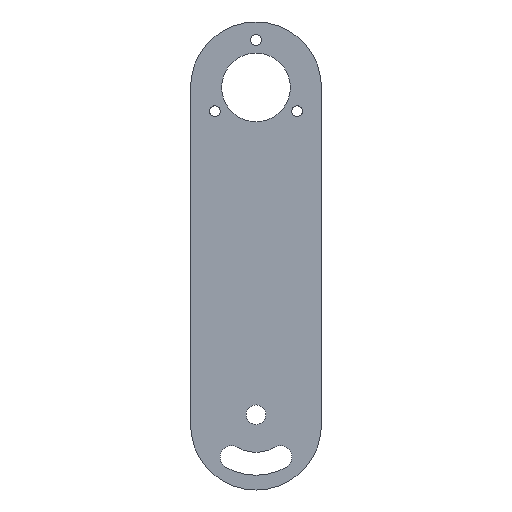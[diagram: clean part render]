
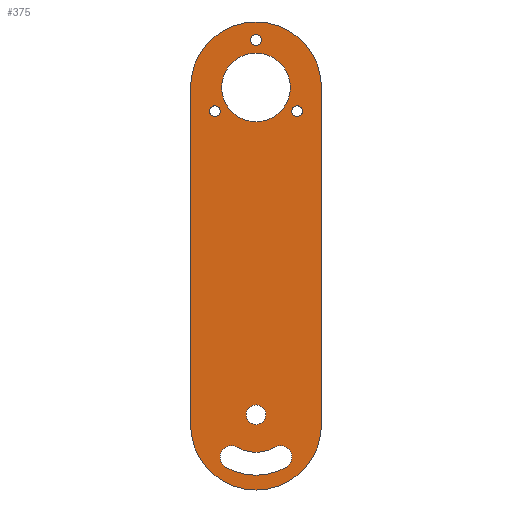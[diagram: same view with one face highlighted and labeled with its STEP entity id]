
A CAD part, left-side view. The second image highlights one B-rep face of the part: STEP entity #375.
In plain terms, the highlighted planar face has unit normal (-1, 0, 0).
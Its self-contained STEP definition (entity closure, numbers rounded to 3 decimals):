
#21=FACE_BOUND('',#76,.T.);
#22=FACE_BOUND('',#77,.T.);
#23=FACE_BOUND('',#78,.T.);
#24=FACE_BOUND('',#79,.T.);
#25=FACE_BOUND('',#80,.T.);
#26=FACE_BOUND('',#81,.T.);
#31=PLANE('',#436);
#50=FACE_OUTER_BOUND('',#75,.T.);
#75=EDGE_LOOP('',(#330,#331,#332,#333));
#76=EDGE_LOOP('',(#334));
#77=EDGE_LOOP('',(#335));
#78=EDGE_LOOP('',(#336));
#79=EDGE_LOOP('',(#337));
#80=EDGE_LOOP('',(#338,#339,#340,#341));
#81=EDGE_LOOP('',(#342));
#100=LINE('',#648,#123);
#104=LINE('',#657,#127);
#123=VECTOR('',#539,10.);
#127=VECTOR('',#549,10.);
#145=CIRCLE('',#413,1.65);
#146=CIRCLE('',#415,18.5);
#147=CIRCLE('',#417,3.5);
#148=CIRCLE('',#419,11.5);
#149=CIRCLE('',#421,3.5);
#150=CIRCLE('',#423,3.);
#151=CIRCLE('',#425,10.5);
#152=CIRCLE('',#427,1.65);
#153=CIRCLE('',#429,1.65);
#154=CIRCLE('',#432,20.);
#155=CIRCLE('',#435,20.);
#177=VERTEX_POINT('',#609);
#178=VERTEX_POINT('',#613);
#179=VERTEX_POINT('',#614);
#180=VERTEX_POINT('',#619);
#181=VERTEX_POINT('',#623);
#182=VERTEX_POINT('',#629);
#183=VERTEX_POINT('',#633);
#184=VERTEX_POINT('',#637);
#185=VERTEX_POINT('',#641);
#186=VERTEX_POINT('',#645);
#187=VERTEX_POINT('',#647);
#188=VERTEX_POINT('',#651);
#189=VERTEX_POINT('',#655);
#216=EDGE_CURVE('',#177,#177,#145,.T.);
#217=EDGE_CURVE('',#178,#179,#146,.T.);
#220=EDGE_CURVE('',#180,#178,#147,.T.);
#222=EDGE_CURVE('',#181,#180,#148,.T.);
#224=EDGE_CURVE('',#179,#181,#149,.T.);
#226=EDGE_CURVE('',#182,#182,#150,.T.);
#228=EDGE_CURVE('',#183,#183,#151,.T.);
#230=EDGE_CURVE('',#184,#184,#152,.T.);
#232=EDGE_CURVE('',#185,#185,#153,.T.);
#234=EDGE_CURVE('',#187,#186,#100,.T.);
#236=EDGE_CURVE('',#188,#186,#154,.T.);
#239=EDGE_CURVE('',#189,#188,#104,.T.);
#240=EDGE_CURVE('',#187,#189,#155,.T.);
#330=ORIENTED_EDGE('',*,*,#240,.F.);
#331=ORIENTED_EDGE('',*,*,#234,.T.);
#332=ORIENTED_EDGE('',*,*,#236,.F.);
#333=ORIENTED_EDGE('',*,*,#239,.F.);
#334=ORIENTED_EDGE('',*,*,#232,.F.);
#335=ORIENTED_EDGE('',*,*,#230,.F.);
#336=ORIENTED_EDGE('',*,*,#228,.F.);
#337=ORIENTED_EDGE('',*,*,#226,.F.);
#338=ORIENTED_EDGE('',*,*,#224,.F.);
#339=ORIENTED_EDGE('',*,*,#217,.F.);
#340=ORIENTED_EDGE('',*,*,#220,.F.);
#341=ORIENTED_EDGE('',*,*,#222,.F.);
#342=ORIENTED_EDGE('',*,*,#216,.F.);
#375=ADVANCED_FACE('',(#50,#21,#22,#23,#24,#25,#26),#31,.F.);
#413=AXIS2_PLACEMENT_3D('',#611,#494,#495);
#415=AXIS2_PLACEMENT_3D('',#615,#498,#499);
#417=AXIS2_PLACEMENT_3D('',#620,#504,#505);
#419=AXIS2_PLACEMENT_3D('',#624,#509,#510);
#421=AXIS2_PLACEMENT_3D('',#627,#514,#515);
#423=AXIS2_PLACEMENT_3D('',#631,#519,#520);
#425=AXIS2_PLACEMENT_3D('',#635,#524,#525);
#427=AXIS2_PLACEMENT_3D('',#639,#529,#530);
#429=AXIS2_PLACEMENT_3D('',#643,#534,#535);
#432=AXIS2_PLACEMENT_3D('',#652,#543,#544);
#435=AXIS2_PLACEMENT_3D('',#659,#552,#553);
#436=AXIS2_PLACEMENT_3D('',#660,#554,#555);
#494=DIRECTION('center_axis',(-1.,0.,0.));
#495=DIRECTION('ref_axis',(0.,1.,0.));
#498=DIRECTION('center_axis',(-1.,0.,0.));
#499=DIRECTION('ref_axis',(0.,-0.5,-0.866));
#504=DIRECTION('center_axis',(-1.,0.,0.));
#505=DIRECTION('ref_axis',(0.,0.5,-0.866));
#509=DIRECTION('center_axis',(1.,0.,0.));
#510=DIRECTION('ref_axis',(0.,-0.5,-0.866));
#514=DIRECTION('center_axis',(-1.,0.,0.));
#515=DIRECTION('ref_axis',(0.,0.5,0.866));
#519=DIRECTION('center_axis',(-1.,0.,0.));
#520=DIRECTION('ref_axis',(0.,1.,0.));
#524=DIRECTION('center_axis',(-1.,0.,0.));
#525=DIRECTION('ref_axis',(0.,1.,0.));
#529=DIRECTION('center_axis',(-1.,0.,0.));
#530=DIRECTION('ref_axis',(0.,1.,0.));
#534=DIRECTION('center_axis',(-1.,0.,0.));
#535=DIRECTION('ref_axis',(0.,1.,0.));
#539=DIRECTION('',(0.,0.,1.));
#543=DIRECTION('center_axis',(1.,0.,0.));
#544=DIRECTION('ref_axis',(0.,1.,0.));
#549=DIRECTION('',(0.,0.,1.));
#552=DIRECTION('center_axis',(1.,0.,0.));
#553=DIRECTION('ref_axis',(0.,-1.,0.));
#554=DIRECTION('center_axis',(1.,0.,0.));
#555=DIRECTION('ref_axis',(0.,1.,0.));
#609=CARTESIAN_POINT('',(-6.5,-1.65,14.5));
#611=CARTESIAN_POINT('Origin',(-6.5,0.,14.5));
#613=CARTESIAN_POINT('',(-6.5,9.25,-116.021));
#614=CARTESIAN_POINT('',(-6.5,-9.25,-116.021));
#615=CARTESIAN_POINT('Origin',(-6.5,0.,-100.));
#619=CARTESIAN_POINT('',(-6.5,5.75,-109.959));
#620=CARTESIAN_POINT('Origin',(-6.5,7.5,-112.99));
#623=CARTESIAN_POINT('',(-6.5,-5.75,-109.959));
#624=CARTESIAN_POINT('Origin',(-6.5,0.,-100.));
#627=CARTESIAN_POINT('Origin',(-6.5,-7.5,-112.99));
#629=CARTESIAN_POINT('',(-6.5,-3.,-100.));
#631=CARTESIAN_POINT('Origin',(-6.5,0.,-100.));
#633=CARTESIAN_POINT('',(-6.5,-10.5,0.));
#635=CARTESIAN_POINT('Origin',(-6.5,0.,0.));
#637=CARTESIAN_POINT('',(-6.5,-14.207,-7.25));
#639=CARTESIAN_POINT('Origin',(-6.5,-12.557,-7.25));
#641=CARTESIAN_POINT('',(-6.5,10.907,-7.25));
#643=CARTESIAN_POINT('Origin',(-6.5,12.557,-7.25));
#645=CARTESIAN_POINT('',(-6.5,-20.,0.));
#647=CARTESIAN_POINT('',(-6.5,-20.,-103.));
#648=CARTESIAN_POINT('',(-6.5,-20.,-103.));
#651=CARTESIAN_POINT('',(-6.5,20.,0.));
#652=CARTESIAN_POINT('Origin',(-6.5,0.,0.));
#655=CARTESIAN_POINT('',(-6.5,20.,-103.));
#657=CARTESIAN_POINT('',(-6.5,20.,-103.));
#659=CARTESIAN_POINT('Origin',(-6.5,0.,-103.));
#660=CARTESIAN_POINT('Origin',(-6.5,0.,-51.5));
